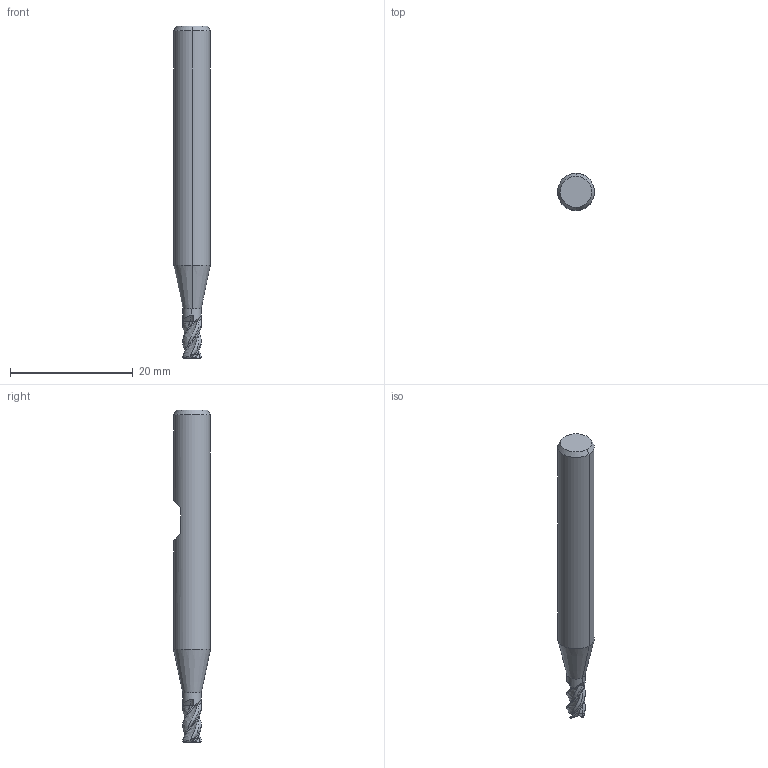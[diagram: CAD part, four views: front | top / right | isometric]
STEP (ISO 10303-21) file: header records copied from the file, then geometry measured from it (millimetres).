
FILE_DESCRIPTION(('no description'),'unknown implementation level');
FILE_NAME('EXPK1-M01-0114-3-Detail.stp',' ',('CIMSOURCE GmbH'),('CADClick - KiM GmbH - www.kimweb.de'),'unknown preprocess','ACIS','unknown authorization');
FILE_SCHEMA(('automotive_design'));
Length unit declared in the file: millimetre
Products named in the file (2): NOCUT; CUT
Bounding box: 6 x 6 x 54 mm (x, y, z)
Volume: 1228.6 mm3; surface area: 953.9 mm2
Topology: 2 solids, 2 shells, 80 faces, 217 edges, 141 vertices
Faces by surface type: plane 26, revolution 16, bspline 16, cone 12, torus 6, cylinder 4
Entity records: 9400 total; most frequent: CARTESIAN_POINT 5132, STYLED_ITEM 440, PRESENTATION_STYLE_ASSIGNMENT 440, COLOUR_RGB 440, ORIENTED_EDGE 434, DIRECTION 281, EDGE_CURVE 217, CURVE_STYLE 217
